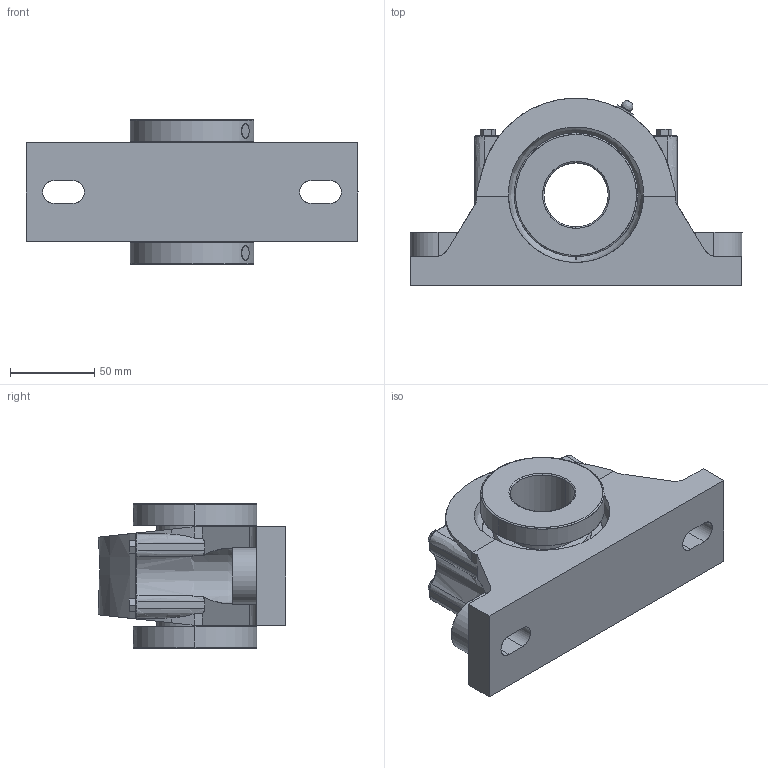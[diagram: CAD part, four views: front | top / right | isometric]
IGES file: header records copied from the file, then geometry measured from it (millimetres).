
Start section: SolidWorks IGES file using analytic representation for surfaces
Global section: file name: RPDEFAU01091352328146.igs; native system: SolidWorks 2014; preprocessor: SolidWorks 2014; author: partstream; date: 140109.135219; units: millimetre
Bounding box: 196.85 x 111.25 x 85.85 mm (x, y, z)
Surface area: 97475.7 mm2 (no closed solid volume)
Topology: 0 solids, 0 shells, 192 faces, 2944 edges, 2952 vertices
Faces by surface type: bspline 131, revolution 61
